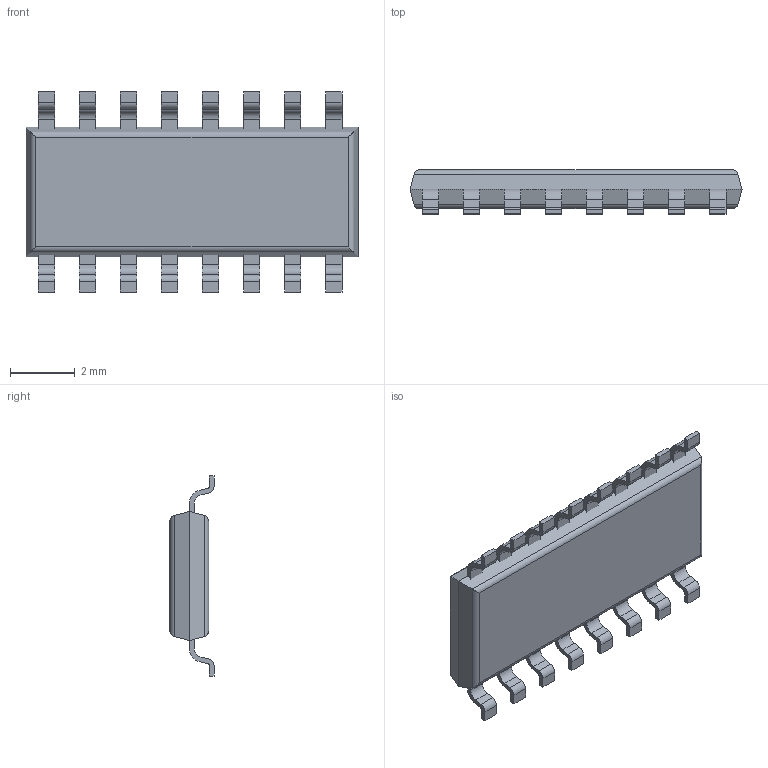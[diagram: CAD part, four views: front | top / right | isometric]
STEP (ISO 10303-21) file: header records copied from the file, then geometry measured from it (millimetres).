
FILE_DESCRIPTION( ( '' ), ' ' );
FILE_NAME( '5ab2327ed672dd0f854b89e4.step', '2018-03-21T10:23:22', ( '' ), ( '' ), ' ', ' ', ' ' );
FILE_SCHEMA( ( 'AUTOMOTIVE_DESIGN { 1 0 10303 214 1 1 1 1 }' ) );
Length unit declared in the file: metre
Products named in the file (17): 1; 2; 3; 4; 5; 6; 7; 8; 9; 10; 11; 12; 13; 14; 15; 16; 17
Bounding box: 10.28 x 1.37 x 6.2 mm (x, y, z)
Volume: 48.5 mm3; surface area: 144.3 mm2
Topology: 17 solids, 17 shells, 244 faces, 615 edges, 406 vertices
Faces by surface type: plane 171, cylinder 73
Full cylindrical faces by diameter (mm): 0.8 x1
Entity records: 9404 total; most frequent: CARTESIAN_POINT 1281, DIRECTION 1274, ORIENTED_EDGE 1228, EDGE_CURVE 614, LINE 476, VECTOR 476, VERTEX_POINT 406, AXIS2_PLACEMENT_3D 399
